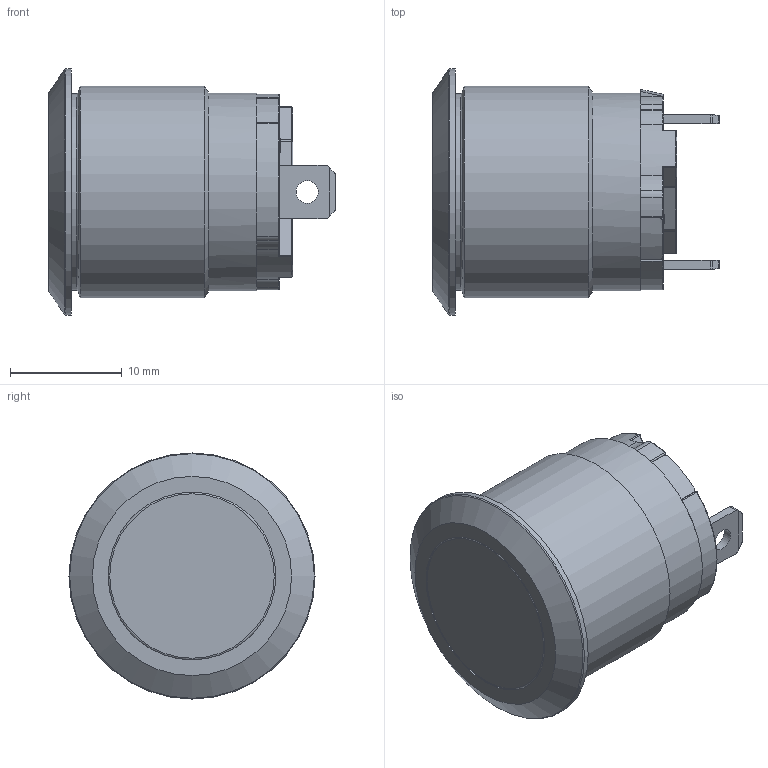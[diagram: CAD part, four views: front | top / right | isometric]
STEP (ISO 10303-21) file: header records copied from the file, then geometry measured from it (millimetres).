
FILE_DESCRIPTION(/* description */ (''),/* implementation_level */ '2;1');
FILE_NAME(/* name */ 'PVHC4F2xxx.stp',/* time_stamp */ '2024-04-05T15:11:34-05:00',/* author */ ('mwilliams'),/* organization */ (''),/* preprocessor_version */ 'ST-DEVELOPER v18.1',/* originating_system */ 'Autodesk Inventor 2022',/* authorisation */ '');
FILE_SCHEMA (('AUTOMOTIVE_DESIGN { 1 0 10303 214 3 1 1 }'));
Length unit declared in the file: inch
Products named in the file (1): 100124951_Simplify_1
Bounding box: 25.6 x 22 x 22 mm (x, y, z)
Volume: 5673.5 mm3; surface area: 2511.7 mm2
Topology: 1 solids, 1 shells, 223 faces, 608 edges, 381 vertices
Faces by surface type: plane 104, cylinder 74, torus 31, sphere 10, cone 4
Full cylindrical faces by diameter (mm): 0.5 x1, 2 x2, 15 x1, 17 x1, 17.6 x1, 17.7 x1, 18.9 x1, 22 x1
Entity records: 7265 total; most frequent: CARTESIAN_POINT 1435, DIRECTION 1260, ORIENTED_EDGE 1212, EDGE_CURVE 606, AXIS2_PLACEMENT_3D 456, VERTEX_POINT 381, LINE 348, VECTOR 348
